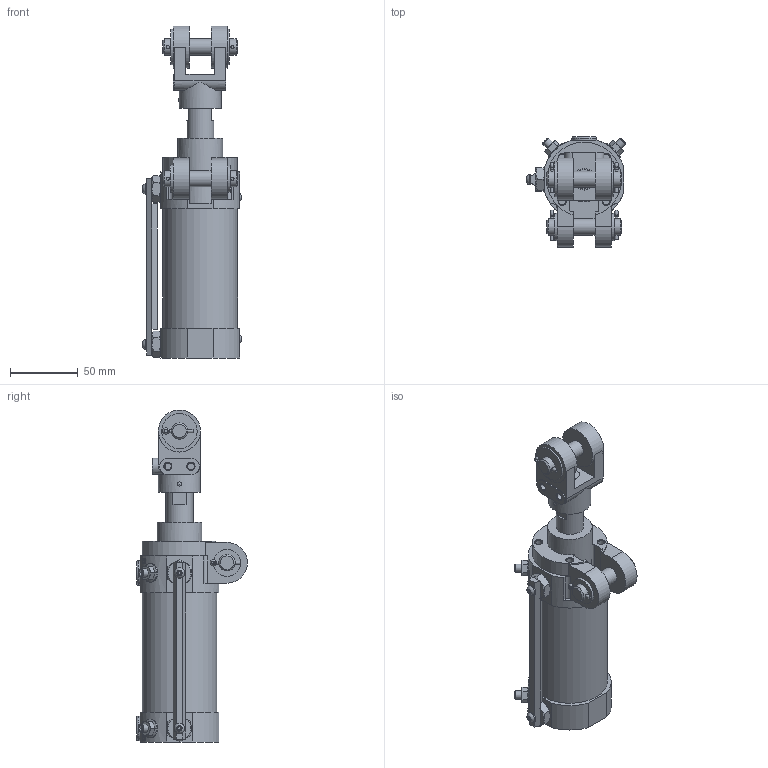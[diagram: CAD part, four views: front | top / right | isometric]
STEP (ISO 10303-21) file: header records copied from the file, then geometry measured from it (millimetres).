
FILE_DESCRIPTION(/* description */ ('STEP AP214'),/* implementation_level */ '2;1');
FILE_NAME(/* name */ '565726_DWA-50-50-Y-A-G',/* time_stamp */ '2024-08-23T14:45:17+02:00',/* author */ ('License CC BY-ND 4.0'),/* organization */ ('CADENAS'),/* preprocessor_version */ 'ST-DEVELOPER v19.3',/* originating_system */ 'PARTsolutions',/* authorisation */ ' ');
FILE_SCHEMA (('AUTOMOTIVE_DESIGN {1 0 10303 214 3 1 1}'));
Length unit declared in the file: millimetre
Products named in the file (7): 565726 DWA-50-50-Y-A-G---(0); 710963 DWA-50-50-GA_ZYL; 710973 DWA-50-50_K; 549608 SGH-A-50_GK; 711021 50_ST; 710978 DW-50-50-G_HS; 740441 G1/4_BS
Assembly tree (7 placements, depth 2):
  565726 DWA-50-50-Y-A-G---(0)
    710963 DWA-50-50-GA_ZYL
    710973 DWA-50-50_K
    549608 SGH-A-50_GK
    711021 50_ST
    710978 DW-50-50-G_HS
    740441 G1/4_BS  x2
Bounding box: 72.93 x 81.5 x 244.5 mm (x, y, z)
Volume: 382771.4 mm3; surface area: 103911 mm2
Topology: 7 solids, 7 shells, 621 faces, 1448 edges, 914 vertices
Faces by surface type: plane 332, cylinder 172, cone 95, torus 22
Full cylindrical faces by diameter (mm): 2.3 x10, 3 x4, 4.917 x8, 6 x4, 6.93 x2, 7.6 x2, 11.1 x4, 11.445 x6, 12 x8, 13.157 x4, 13.8 x4, 14.376 x1, 16 x1, 16.2 x1, 18 x8, 20 x5, 26 x2, 31 x3, 33 x1, 50 x2, 55 x1
Entity records: 16839 total; most frequent: CARTESIAN_POINT 3672, DIRECTION 2721, ORIENTED_EDGE 2476, EDGE_CURVE 1238, AXIS2_PLACEMENT_3D 1111, VERTEX_POINT 856, FACE_BOUND 824, EDGE_LOOP 821
